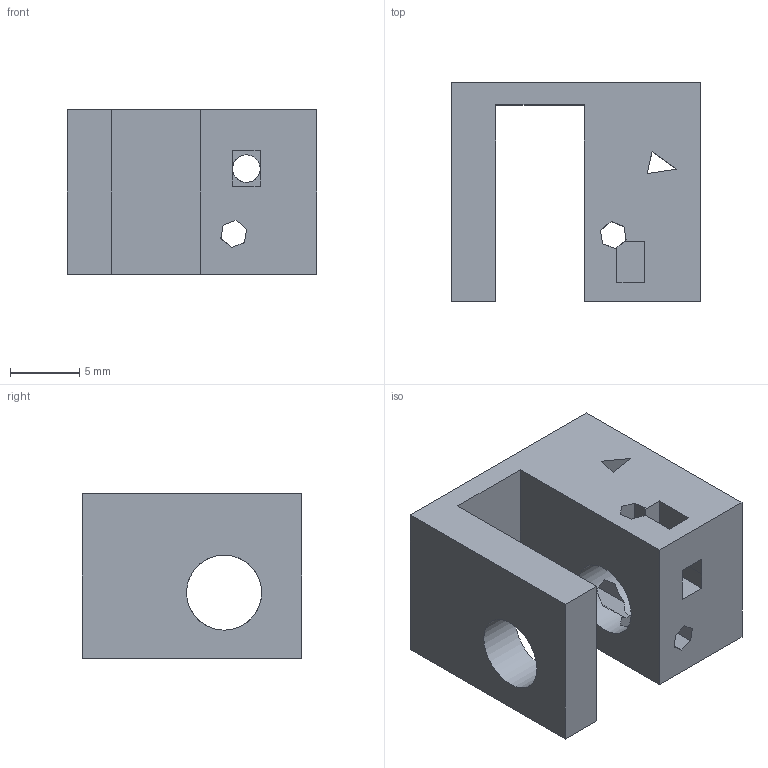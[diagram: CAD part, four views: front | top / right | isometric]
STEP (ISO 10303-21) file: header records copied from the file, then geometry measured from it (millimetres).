
FILE_DESCRIPTION(('Open CASCADE Model'),'2;1');
FILE_NAME('Open CASCADE Shape Model','2021-05-12T21:07:29',('Author'),( 'Open CASCADE'),'Open CASCADE STEP processor 7.4','Open CASCADE 7.4' ,'Unknown');
FILE_SCHEMA(('AUTOMOTIVE_DESIGN { 1 0 10303 214 1 1 1 1 }'));
Length unit declared in the file: millimetre
Products named in the file (1): Open CASCADE STEP translator 7.4 1478
Bounding box: 18.11 x 15.91 x 11.95 mm (x, y, z)
Volume: 1941.3 mm3; surface area: 1912.7 mm2
Topology: 1 solids, 1 shells, 57 faces, 176 edges, 116 vertices
Faces by surface type: plane 54, cylinder 3
Full cylindrical faces by diameter (mm): 2 x1, 5.441 x2
Entity records: 4858 total; most frequent: CARTESIAN_POINT 1483, DIRECTION 576, ORIENTED_EDGE 352, PCURVE 352, DEFINITIONAL_REPRESENTATION 352, LINE 351, VECTOR 351, EDGE_CURVE 176
